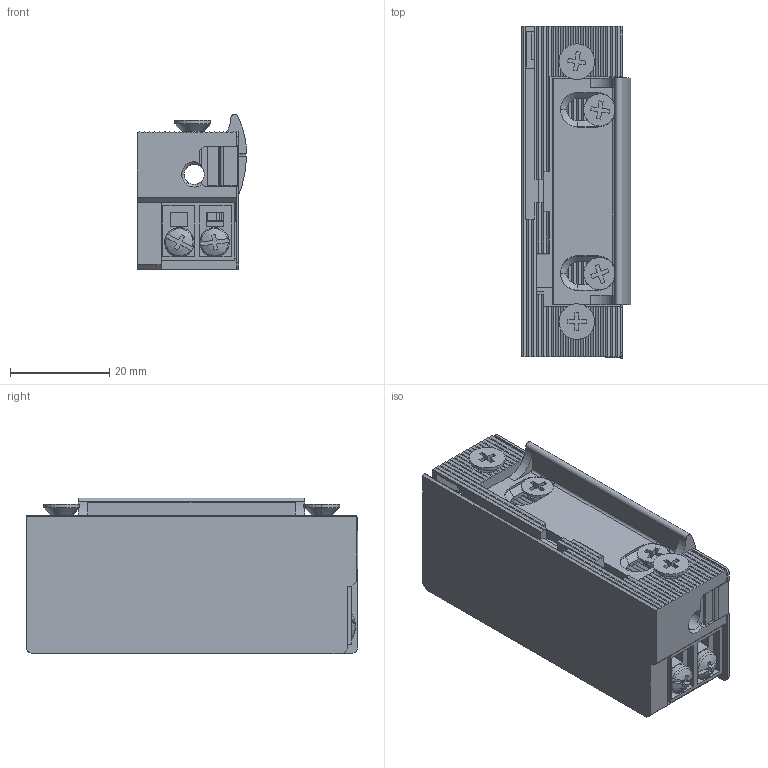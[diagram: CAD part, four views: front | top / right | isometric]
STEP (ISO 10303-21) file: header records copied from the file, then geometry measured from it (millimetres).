
FILE_DESCRIPTION (( 'STEP AP214' ), '1' );
FILE_NAME ('SE2MI_STPALL.step', '2024-06-18T09:10:44', ( '' ), ( '' ), 'SwSTEP 2.0', 'SolidWorks 2020', '' );
FILE_SCHEMA (( 'AUTOMOTIVE_DESIGN' ));
Length unit declared in the file: millimetre
Products named in the file (9): ENVIABLE_20064; ENVIABLE_P0803005_Sin Agujero; ENVIABLE_M4X8_pestillo; ENVIABLE_M3x5 Regleta; SE2MI_STPALL; 1212099 CAJA NUEVA 54 ABDF Z_ENVIABLE_radios mecanizado; ENVIABLE_P0803006; ENVIABLE_M4X8; ENVIABLE_18067
Assembly tree (11 placements, depth 2):
  SE2MI_STPALL
    ENVIABLE_P0803006
    ENVIABLE_18067
    ENVIABLE_20064
    ENVIABLE_M4X8_pestillo  x2
    ENVIABLE_M4X8  x2
    ENVIABLE_M3x5 Regleta  x2
    ENVIABLE_P0803005_Sin Agujero
    1212099 CAJA NUEVA 54 ABDF Z_ENVIABLE_radios mecanizado
Bounding box: 22.08 x 67 x 31.48 mm (x, y, z)
Volume: 5510.3 mm3; surface area: 19199.8 mm2
Topology: 11 solids, 12 shells, 780 faces, 2022 edges, 1277 vertices
Faces by surface type: plane 598, cylinder 129, bspline 29, cone 24
Entity records: 30572 total; most frequent: CARTESIAN_POINT 5317, ORIENTED_EDGE 3710, DIRECTION 3289, EDGE_CURVE 1856, LINE 1431, VECTOR 1431, VERTEX_POINT 1171, AXIS2_PLACEMENT_3D 929
